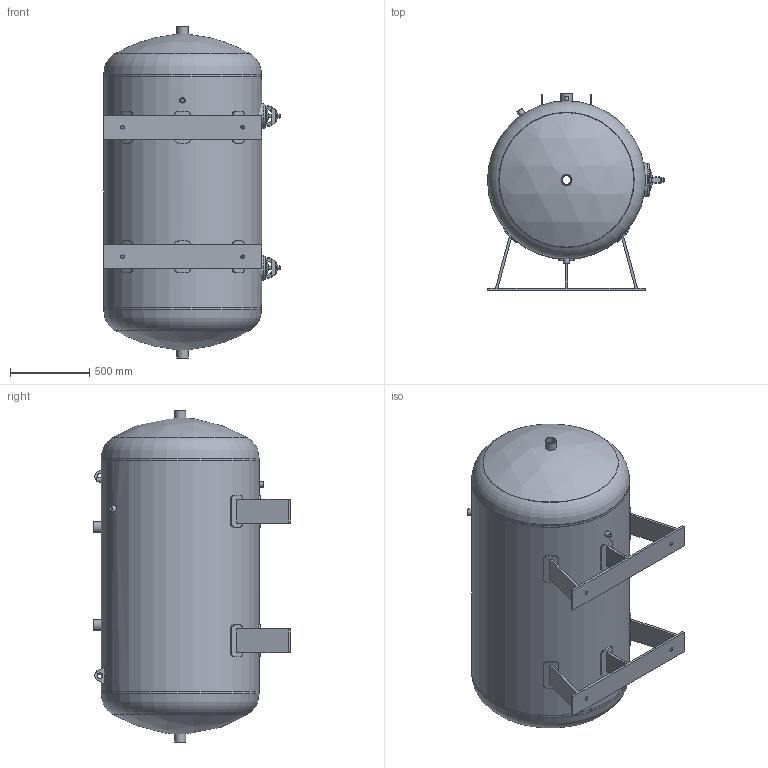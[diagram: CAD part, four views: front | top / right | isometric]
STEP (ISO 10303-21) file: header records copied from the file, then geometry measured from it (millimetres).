
FILE_DESCRIPTION(/* description */ (''),/* implementation_level */ '2;1');
FILE_NAME(/* name */ 'MB 020102-1.1500G.stp',/* time_stamp */ '2024-03-04T08:23:14+01:00',/* author */ ('m.ebener'),/* organization */ (''),/* preprocessor_version */ 'ST-DEVELOPER v16.1',/* originating_system */ 'Autodesk Inventor 2016',/* authorisation */ '');
FILE_SCHEMA (('AUTOMOTIVE_DESIGN { 1 0 10303 214 3 1 1 }'));
Length unit declared in the file: millimetre
Products named in the file (16): Mantel; Behälterfuß; Tragöse 110mm; Standardmuffe - G 2; Standardmuffe - G 1_2; Standardmuffe - G 1; Boden; Standardmuffe - G 3_4; Handloch_100x150x8,5; Dichtung; Deckel; Bügel; DIN 125 - A 17; DIN 934 - M16 x 2; Handloch; MB 020102-1.1500G
Assembly tree (23 placements, depth 3):
  MB 020102-1.1500G
    Mantel
    Behälterfuß  x2
    Tragöse 110mm  x2
    Standardmuffe - G 2  x4
    Standardmuffe - G 1_2  x2
    Standardmuffe - G 1
    Boden  x2
    Standardmuffe - G 3_4
    Handloch  x2
      Handloch_100x150x8,5
      Dichtung
      Deckel
      Bügel
      DIN 125 - A 17
      DIN 934 - M16 x 2
Bounding box: 1119.9 x 1249.76 x 2100.98 mm (x, y, z)
Volume: 44590581.8 mm3; surface area: 15623917.7 mm2
Topology: 27 solids, 27 shells, 336 faces, 844 edges, 570 vertices
Faces by surface type: plane 164, cylinder 124, bspline 30, cone 10, sphere 4, torus 4
Full cylindrical faces by diameter (mm): 13.835 x2, 16 x2, 17 x4, 18.631 x2, 23 x4, 24.117 x1, 26.9 x4, 30 x2, 30.291 x1, 33.7 x2, 36 x2, 40 x2, 56.656 x4, 57 x2, 70 x6, 990 x3, 1000 x3
Entity records: 21809 total; most frequent: CARTESIAN_POINT 17500, ORIENTED_EDGE 784, DIRECTION 779, EDGE_CURVE 392, AXIS2_PLACEMENT_3D 307, VERTEX_POINT 287, EDGE_LOOP 259, FACE_OUTER_BOUND 174
